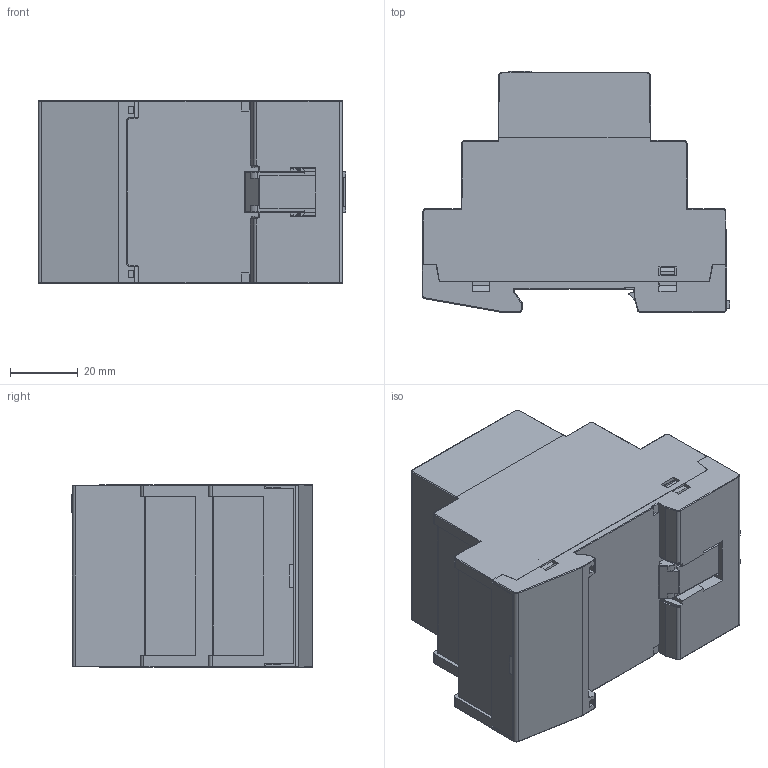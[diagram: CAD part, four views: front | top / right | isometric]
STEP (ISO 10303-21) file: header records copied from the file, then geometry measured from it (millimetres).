
FILE_DESCRIPTION (( 'STEP AP214' ), '1' );
FILE_NAME ('RN5883-011-80-230V.STEP', '2025-06-02T12:51:01', ( '' ), ( '' ), 'SwSTEP 2.0', 'SolidWorks 2024', '' );
FILE_SCHEMA (( 'AUTOMOTIVE_DESIGN' ));
Length unit declared in the file: inch
Products named in the file (1): RN5883-011-80-230V
Bounding box: 90.74 x 71.05 x 53.9 mm (x, y, z)
Volume: 232913.6 mm3; surface area: 52158.4 mm2
Topology: 13 solids, 30 shells, 1307 faces, 3515 edges, 2306 vertices
Faces by surface type: plane 1035, cylinder 186, bspline 76, cone 10
Entity records: 41305 total; most frequent: CARTESIAN_POINT 8914, ORIENTED_EDGE 7030, DIRECTION 6001, EDGE_CURVE 3515, VECTOR 3009, LINE 3009, VERTEX_POINT 2306, AXIS2_PLACEMENT_3D 1496
